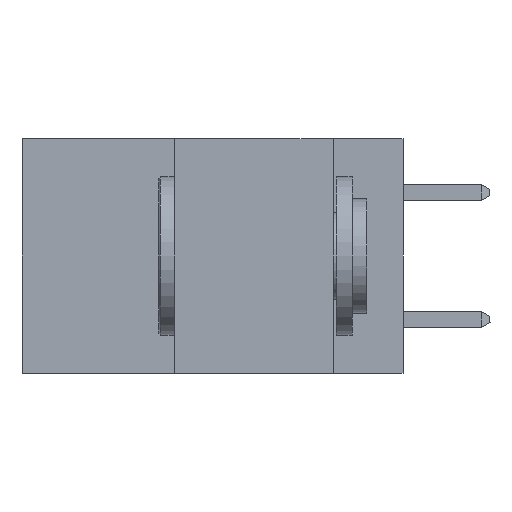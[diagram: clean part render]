
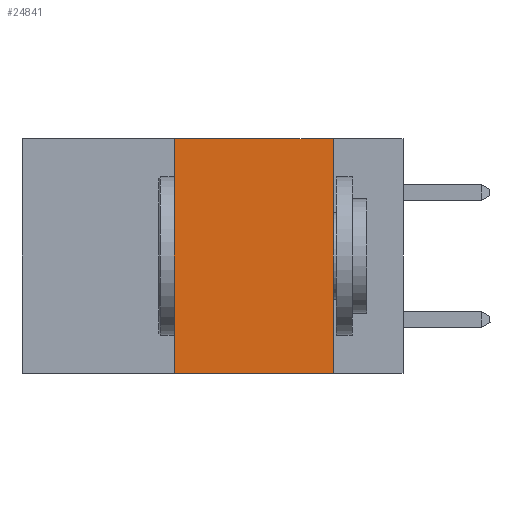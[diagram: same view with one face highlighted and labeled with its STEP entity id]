
A CAD part, left-side view. The second image highlights one B-rep face of the part: STEP entity #24841.
In plain terms, the highlighted planar face has unit normal (-1, 0, 0).
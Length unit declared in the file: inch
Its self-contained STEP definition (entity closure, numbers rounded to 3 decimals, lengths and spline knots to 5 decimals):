
#206 = EDGE_CURVE ( 'NONE', #18090, #10351, #13970, .T. ) ;
#561 = ORIENTED_EDGE ( 'NONE', *, *, #24239, .F. ) ;
#1540 = CARTESIAN_POINT ( 'NONE',  ( 0., 0.11, -0.37 ) ) ;
#1594 = DIRECTION ( 'NONE',  ( 0., -1., 0. ) ) ;
#1909 = CARTESIAN_POINT ( 'NONE',  ( 0., 0.11, 0. ) ) ;
#2415 = DIRECTION ( 'NONE',  ( 0., 0., 1. ) ) ;
#2455 = CARTESIAN_POINT ( 'NONE',  ( 0., 0.36, 0. ) ) ;
#3752 = DIRECTION ( 'NONE',  ( 1., 0., 0. ) ) ;
#4260 = VERTEX_POINT ( 'NONE', #2455 ) ;
#6975 = LINE ( 'NONE', #21391, #20800 ) ;
#8989 = AXIS2_PLACEMENT_3D ( 'NONE', #16884, #3752, #10350 ) ;
#10258 = VECTOR ( 'NONE', #2415, 39.37008 ) ;
#10350 = DIRECTION ( 'NONE',  ( 0., 0., -1. ) ) ;
#10351 = VERTEX_POINT ( 'NONE', #1540 ) ;
#11612 = ORIENTED_EDGE ( 'NONE', *, *, #21047, .F. ) ;
#11936 = DIRECTION ( 'NONE',  ( 0., -1., 0. ) ) ;
#13970 = LINE ( 'NONE', #27501, #15691 ) ;
#14552 = CARTESIAN_POINT ( 'NONE',  ( 0., 0.36, -0.37 ) ) ;
#15134 = EDGE_CURVE ( 'NONE', #26780, #10351, #15402, .T. ) ;
#15402 = LINE ( 'NONE', #1909, #17808 ) ;
#15691 = VECTOR ( 'NONE', #11936, 39.37008 ) ;
#16884 = CARTESIAN_POINT ( 'NONE',  ( 0., 0.6, 0. ) ) ;
#17808 = VECTOR ( 'NONE', #21804, 39.37008 ) ;
#17974 = FACE_OUTER_BOUND ( 'NONE', #22467, .T. ) ;
#18090 = VERTEX_POINT ( 'NONE', #14552 ) ;
#19291 = CARTESIAN_POINT ( 'NONE',  ( 0., 0.11, 0. ) ) ;
#19803 = CARTESIAN_POINT ( 'NONE',  ( 0., 0.36, 0. ) ) ;
#20800 = VECTOR ( 'NONE', #1594, 39.37008 ) ;
#21047 = EDGE_CURVE ( 'NONE', #18090, #4260, #22003, .T. ) ;
#21391 = CARTESIAN_POINT ( 'NONE',  ( 0., 0.6, 0. ) ) ;
#21804 = DIRECTION ( 'NONE',  ( 0., 0., -1. ) ) ;
#22003 = LINE ( 'NONE', #19803, #10258 ) ;
#22467 = EDGE_LOOP ( 'NONE', ( #27889, #561, #11612, #24527 ) ) ;
#24239 = EDGE_CURVE ( 'NONE', #4260, #26780, #6975, .T. ) ;
#24527 = ORIENTED_EDGE ( 'NONE', *, *, #206, .T. ) ;
#24841 = ADVANCED_FACE ( 'NONE', ( #17974 ), #25620, .F. ) ;
#25620 = PLANE ( 'NONE',  #8989 ) ;
#26780 = VERTEX_POINT ( 'NONE', #19291 ) ;
#27501 = CARTESIAN_POINT ( 'NONE',  ( 0., 0.6, -0.37 ) ) ;
#27889 = ORIENTED_EDGE ( 'NONE', *, *, #15134, .F. ) ;
